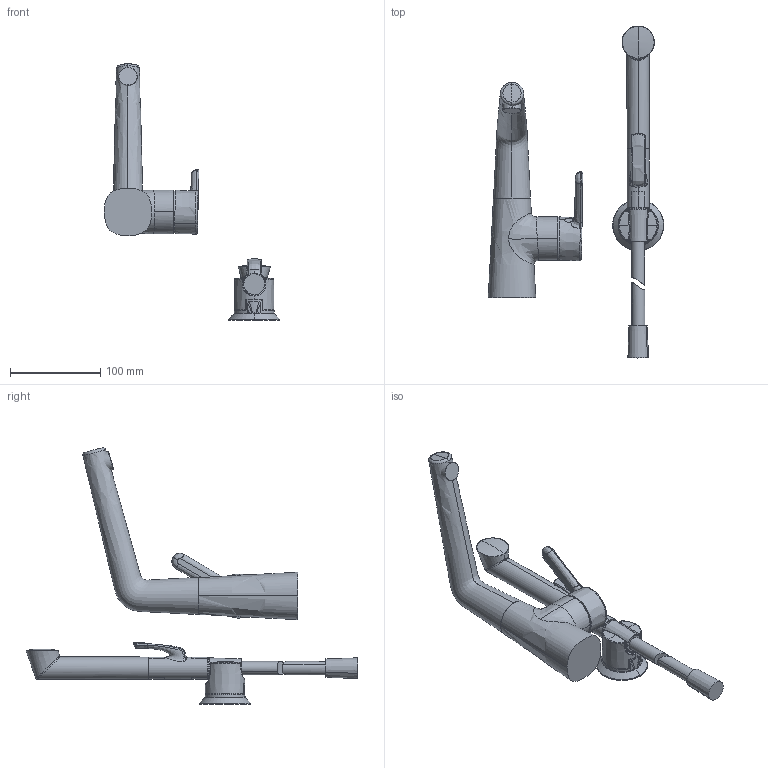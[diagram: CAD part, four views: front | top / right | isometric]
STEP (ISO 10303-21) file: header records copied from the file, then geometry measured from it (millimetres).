
FILE_DESCRIPTION (( 'STEP AP203' ), '1' );
FILE_NAME ('3005F(2017)+51072281.STEP', '2017-11-27T10:34:35', ( '' ), ( '' ), 'SwSTEP 2.0', 'SolidWorks 2016', '' );
FILE_SCHEMA (( 'CONFIG_CONTROL_DESIGN' ));
Length unit declared in the file: millimetre
Products named in the file (1): 3005F(2017)+51072281
Bounding box: 194.67 x 368.14 x 284.28 mm (x, y, z)
Volume: 737859.6 mm3; surface area: 108459.7 mm2
Topology: 9 solids, 9 shells, 204 faces, 515 edges, 333 vertices
Faces by surface type: bspline 115, plane 25, torus 23, cylinder 18, cone 14, sphere 9
Entity records: 35417 total; most frequent: CARTESIAN_POINT 31510, ORIENTED_EDGE 1022, EDGE_CURVE 511, DIRECTION 452, VERTEX_POINT 332, B_SPLINE_CURVE_WITH_KNOTS 304, EDGE_LOOP 211, FACE_OUTER_BOUND 204
